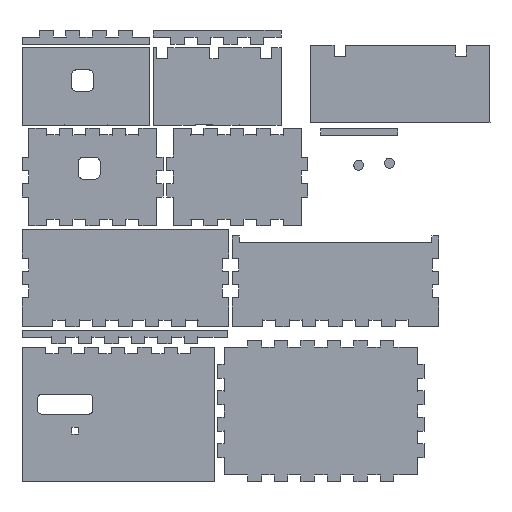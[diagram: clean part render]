
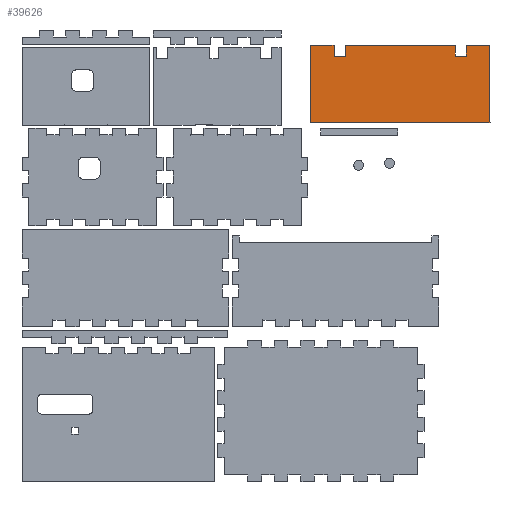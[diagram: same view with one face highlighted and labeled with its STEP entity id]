
A CAD part, top view. The second image highlights one B-rep face of the part: STEP entity #39626.
In plain terms, the highlighted planar face has unit normal (0, 0, 1).
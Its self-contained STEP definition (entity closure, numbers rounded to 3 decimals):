
#1878=FACE_OUTER_BOUND('',#3819,.T.);
#3819=EDGE_LOOP('',(#35070,#35071,#35072,#35073,#35074,#35075,#35076,#35077,
#35078,#35079,#35080,#35081));
#9204=LINE('',#61598,#14885);
#9207=LINE('',#61604,#14888);
#9210=LINE('',#61610,#14891);
#9213=LINE('',#61616,#14894);
#9216=LINE('',#61622,#14897);
#9219=LINE('',#61628,#14900);
#9222=LINE('',#61634,#14903);
#9225=LINE('',#61640,#14906);
#9228=LINE('',#61646,#14909);
#9231=LINE('',#61652,#14912);
#9234=LINE('',#61658,#14915);
#9237=LINE('',#61662,#14918);
#14885=VECTOR('',#50598,10.);
#14888=VECTOR('',#50603,10.);
#14891=VECTOR('',#50608,10.);
#14894=VECTOR('',#50613,10.);
#14897=VECTOR('',#50618,10.);
#14900=VECTOR('',#50623,10.);
#14903=VECTOR('',#50628,10.);
#14906=VECTOR('',#50633,10.);
#14909=VECTOR('',#50638,10.);
#14912=VECTOR('',#50643,10.);
#14915=VECTOR('',#50648,10.);
#14918=VECTOR('',#50653,10.);
#18521=VERTEX_POINT('',#61595);
#18522=VERTEX_POINT('',#61597);
#18524=VERTEX_POINT('',#61603);
#18526=VERTEX_POINT('',#61609);
#18528=VERTEX_POINT('',#61615);
#18530=VERTEX_POINT('',#61621);
#18532=VERTEX_POINT('',#61627);
#18534=VERTEX_POINT('',#61633);
#18536=VERTEX_POINT('',#61639);
#18538=VERTEX_POINT('',#61645);
#18540=VERTEX_POINT('',#61651);
#18542=VERTEX_POINT('',#61657);
#24056=EDGE_CURVE('',#18522,#18521,#9204,.T.);
#24059=EDGE_CURVE('',#18524,#18522,#9207,.T.);
#24062=EDGE_CURVE('',#18526,#18524,#9210,.T.);
#24065=EDGE_CURVE('',#18528,#18526,#9213,.T.);
#24068=EDGE_CURVE('',#18530,#18528,#9216,.T.);
#24071=EDGE_CURVE('',#18532,#18530,#9219,.T.);
#24074=EDGE_CURVE('',#18534,#18532,#9222,.T.);
#24077=EDGE_CURVE('',#18536,#18534,#9225,.T.);
#24080=EDGE_CURVE('',#18538,#18536,#9228,.T.);
#24083=EDGE_CURVE('',#18540,#18538,#9231,.T.);
#24086=EDGE_CURVE('',#18542,#18540,#9234,.T.);
#24089=EDGE_CURVE('',#18521,#18542,#9237,.T.);
#35070=ORIENTED_EDGE('',*,*,#24089,.T.);
#35071=ORIENTED_EDGE('',*,*,#24086,.T.);
#35072=ORIENTED_EDGE('',*,*,#24083,.T.);
#35073=ORIENTED_EDGE('',*,*,#24080,.T.);
#35074=ORIENTED_EDGE('',*,*,#24077,.T.);
#35075=ORIENTED_EDGE('',*,*,#24074,.T.);
#35076=ORIENTED_EDGE('',*,*,#24071,.T.);
#35077=ORIENTED_EDGE('',*,*,#24068,.T.);
#35078=ORIENTED_EDGE('',*,*,#24065,.T.);
#35079=ORIENTED_EDGE('',*,*,#24062,.T.);
#35080=ORIENTED_EDGE('',*,*,#24059,.T.);
#35081=ORIENTED_EDGE('',*,*,#24056,.T.);
#37695=PLANE('',#41611);
#39626=ADVANCED_FACE('',(#1878),#37695,.T.);
#41611=AXIS2_PLACEMENT_3D('',#61663,#50654,#50655);
#50598=DIRECTION('',(-1.,0.,0.));
#50603=DIRECTION('',(0.,1.,0.));
#50608=DIRECTION('',(1.,0.,0.));
#50613=DIRECTION('',(0.,-1.,0.));
#50618=DIRECTION('',(-1.,0.,0.));
#50623=DIRECTION('',(0.,1.,0.));
#50628=DIRECTION('',(-1.,0.,0.));
#50633=DIRECTION('',(0.,-1.,0.));
#50638=DIRECTION('',(-1.,0.,0.));
#50643=DIRECTION('',(0.,1.,0.));
#50648=DIRECTION('',(-1.,0.,0.));
#50653=DIRECTION('',(0.,-1.,0.));
#50654=DIRECTION('center_axis',(0.,0.,1.));
#50655=DIRECTION('ref_axis',(1.,0.,0.));
#61595=CARTESIAN_POINT('',(330.739,316.604,3.));
#61597=CARTESIAN_POINT('',(341.418,316.6,3.));
#61598=CARTESIAN_POINT('',(259.989,316.629,3.));
#61603=CARTESIAN_POINT('',(341.418,281.429,3.));
#61604=CARTESIAN_POINT('',(341.418,316.6,3.));
#61609=CARTESIAN_POINT('',(259.989,281.429,3.));
#61610=CARTESIAN_POINT('',(341.418,281.429,3.));
#61615=CARTESIAN_POINT('',(259.989,316.629,3.));
#61616=CARTESIAN_POINT('',(259.989,281.429,3.));
#61621=CARTESIAN_POINT('',(270.739,316.625,3.));
#61622=CARTESIAN_POINT('',(259.989,316.629,3.));
#61627=CARTESIAN_POINT('',(270.739,311.629,3.));
#61628=CARTESIAN_POINT('',(270.739,316.629,3.));
#61633=CARTESIAN_POINT('',(275.739,311.629,3.));
#61634=CARTESIAN_POINT('',(270.739,311.629,3.));
#61639=CARTESIAN_POINT('',(275.739,316.624,3.));
#61640=CARTESIAN_POINT('',(275.739,311.629,3.));
#61645=CARTESIAN_POINT('',(325.739,316.606,3.));
#61646=CARTESIAN_POINT('',(259.989,316.629,3.));
#61651=CARTESIAN_POINT('',(325.739,311.629,3.));
#61652=CARTESIAN_POINT('',(325.739,311.629,3.));
#61657=CARTESIAN_POINT('',(330.739,311.629,3.));
#61658=CARTESIAN_POINT('',(330.739,311.629,3.));
#61662=CARTESIAN_POINT('',(330.739,316.629,3.));
#61663=CARTESIAN_POINT('Origin',(300.704,299.029,3.));
